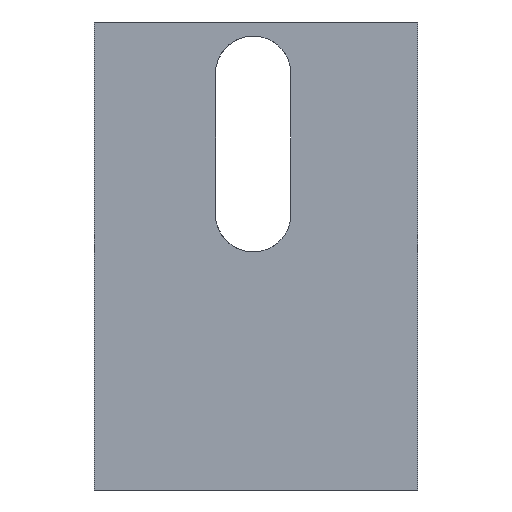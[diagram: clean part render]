
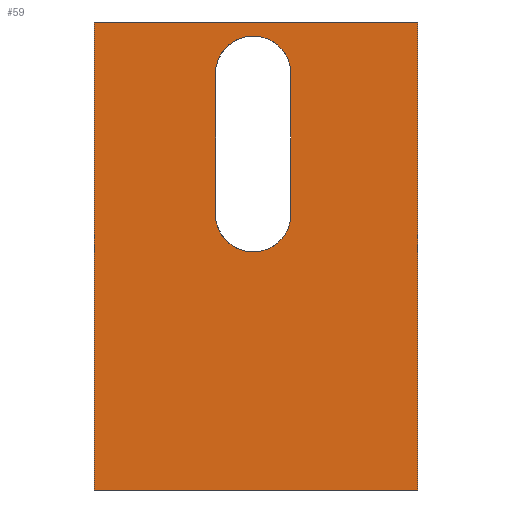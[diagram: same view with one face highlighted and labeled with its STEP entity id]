
A CAD part, front view. The second image highlights one B-rep face of the part: STEP entity #59.
In plain terms, the highlighted planar face has unit normal (-0.002, -1, 0).
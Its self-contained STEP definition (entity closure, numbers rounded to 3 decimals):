
#59=ADVANCED_FACE('',(#122,#123),#124,.F.);
#122=FACE_BOUND('',#187,.T.);
#123=FACE_OUTER_BOUND('',#188,.T.);
#124=PLANE('',#189);
#187=EDGE_LOOP('',(#300,#301,#302,#303));
#188=EDGE_LOOP('',(#304,#305,#306,#307));
#189=AXIS2_PLACEMENT_3D('',#308,#309,#310);
#300=ORIENTED_EDGE('',*,*,#450,.T.);
#301=ORIENTED_EDGE('',*,*,#410,.T.);
#302=ORIENTED_EDGE('',*,*,#451,.T.);
#303=ORIENTED_EDGE('',*,*,#452,.T.);
#304=ORIENTED_EDGE('',*,*,#443,.T.);
#305=ORIENTED_EDGE('',*,*,#438,.F.);
#306=ORIENTED_EDGE('',*,*,#453,.F.);
#307=ORIENTED_EDGE('',*,*,#454,.T.);
#308=CARTESIAN_POINT('',(-7.496,-100.641,21.789));
#309=DIRECTION('',(0.002,1.,0.0));
#310=DIRECTION('',(-1.,0.002,0.0));
#410=EDGE_CURVE('',#488,#486,#489,.T.);
#438=EDGE_CURVE('',#535,#530,#537,.T.);
#443=EDGE_CURVE('',#542,#530,#543,.T.);
#450=EDGE_CURVE('',#552,#488,#553,.T.);
#451=EDGE_CURVE('',#486,#554,#555,.T.);
#452=EDGE_CURVE('',#554,#552,#556,.T.);
#453=EDGE_CURVE('',#557,#535,#558,.T.);
#454=EDGE_CURVE('',#557,#542,#559,.T.);
#486=VERTEX_POINT('',#595);
#488=VERTEX_POINT('',#598);
#489=CIRCLE('',#599,1.75);
#530=VERTEX_POINT('',#658);
#535=VERTEX_POINT('',#665);
#537=LINE('',#668,#669);
#542=VERTEX_POINT('',#676);
#543=LINE('',#677,#678);
#552=VERTEX_POINT('',#692);
#553=LINE('',#693,#694);
#554=VERTEX_POINT('',#695);
#555=LINE('',#696,#697);
#556=CIRCLE('',#698,1.75);
#557=VERTEX_POINT('',#699);
#558=LINE('',#700,#701);
#559=LINE('',#702,#703);
#595=CARTESIAN_POINT('',(-1.878,-100.651,12.889));
#598=CARTESIAN_POINT('',(1.622,-100.657,12.889));
#599=AXIS2_PLACEMENT_3D('',#752,#753,#754);
#658=CARTESIAN_POINT('',(7.504,-100.667,0.116));
#665=CARTESIAN_POINT('',(7.504,-100.667,21.789));
#668=CARTESIAN_POINT('',(7.504,-100.667,21.789));
#669=VECTOR('',#779,1.0);
#676=CARTESIAN_POINT('',(-7.496,-100.641,0.116));
#677=CARTESIAN_POINT('',(-7.496,-100.641,0.116));
#678=VECTOR('',#782,1.0);
#692=CARTESIAN_POINT('',(1.622,-100.657,19.389));
#693=CARTESIAN_POINT('',(1.622,-100.657,19.389));
#694=VECTOR('',#788,1.0);
#695=CARTESIAN_POINT('',(-1.878,-100.651,19.389));
#696=CARTESIAN_POINT('',(-1.878,-100.651,12.889));
#697=VECTOR('',#789,1.0);
#698=AXIS2_PLACEMENT_3D('',#790,#791,#792);
#699=CARTESIAN_POINT('',(-7.496,-100.641,21.789));
#700=CARTESIAN_POINT('',(-7.496,-100.641,21.789));
#701=VECTOR('',#793,1.0);
#702=CARTESIAN_POINT('',(-7.496,-100.641,21.789));
#703=VECTOR('',#794,1.0);
#752=CARTESIAN_POINT('',(-0.128,-100.654,12.889));
#753=DIRECTION('',(0.002,1.,-0.0));
#754=DIRECTION('',(0.0,0.0,1.0));
#779=DIRECTION('',(0.0,0.0,-1.0));
#782=DIRECTION('',(1.,-0.002,0.0));
#788=DIRECTION('',(0.0,0.0,-1.0));
#789=DIRECTION('',(0.0,0.0,1.0));
#790=CARTESIAN_POINT('',(-0.128,-100.654,19.389));
#791=DIRECTION('',(0.002,1.,-0.0));
#792=DIRECTION('',(0.0,0.0,1.0));
#793=DIRECTION('',(1.,-0.002,0.0));
#794=DIRECTION('',(0.0,0.0,-1.0));
